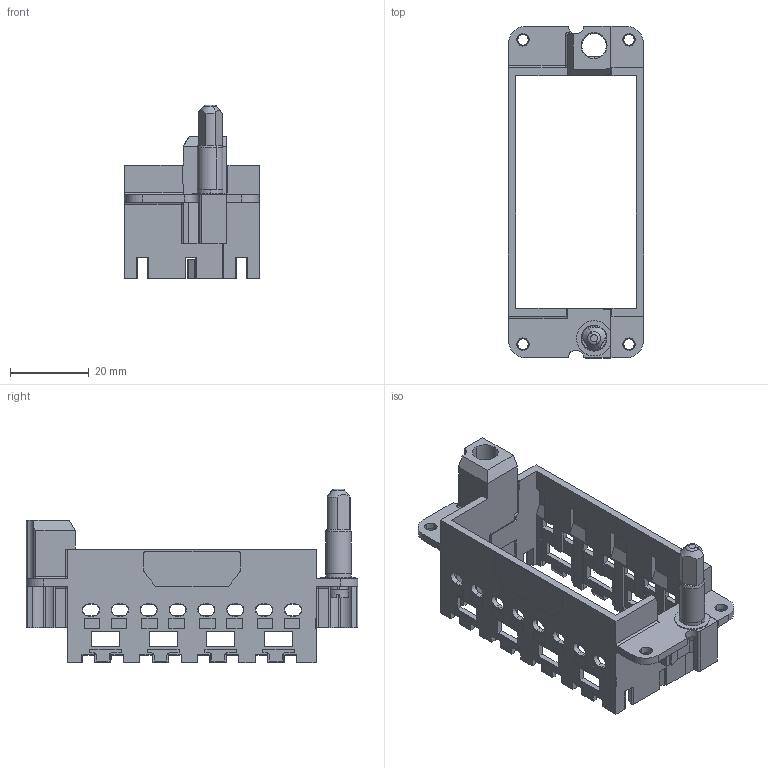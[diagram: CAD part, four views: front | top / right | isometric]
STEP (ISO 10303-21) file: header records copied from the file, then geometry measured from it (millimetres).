
FILE_DESCRIPTION(('CATIA V5 STEP Exchange','CAx-IF Rec.Pracs.--- Model Styling and Organization---1.4--- 2014-01-23'),'2;1');
FILE_NAME ('1229718-5_2', '2020-07-23T07:53:07+00:00', ('none'), ('Weidmueller'), 'CATIA Version 5-6 Release 2016 SP3 HF44', 'CATIA V5 STEP AP214', 'none');
FILE_SCHEMA(('AUTOMOTIVE_DESIGN { 1 0 10303 214 1 1 1 1 }'));
Length unit declared in the file: millimetre
Products named in the file (1): 2736930000
Bounding box: 34.4 x 84.5 x 44.3 mm (x, y, z)
Volume: 12356.6 mm3; surface area: 16005.4 mm2
Topology: 5 solids, 5 shells, 792 faces, 2247 edges, 1464 vertices
Faces by surface type: plane 598, cylinder 121, cone 59, torus 11, sphere 3
Entity records: 24034 total; most frequent: CARTESIAN_POINT 5104, ORIENTED_EDGE 4484, DIRECTION 2973, EDGE_CURVE 2242, VECTOR 1608, LINE 1608, VERTEX_POINT 1464, EDGE_LOOP 856
